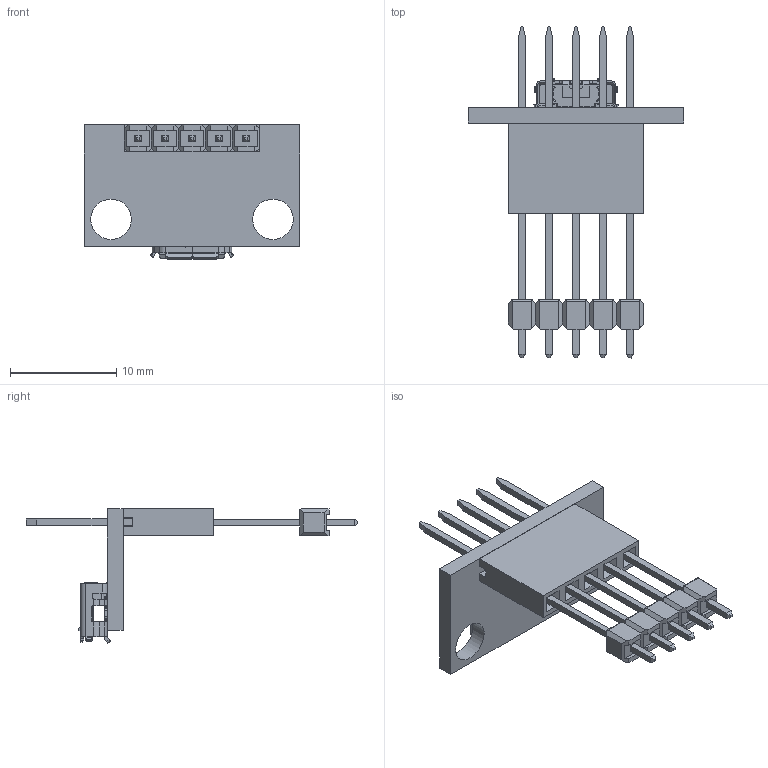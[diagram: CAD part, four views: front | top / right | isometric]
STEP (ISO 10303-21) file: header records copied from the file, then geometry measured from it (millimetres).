
FILE_DESCRIPTION(/* description */ (''),/* implementation_level */ '2;1');
FILE_NAME(/* name */ '5-1-1-Sleep-Box-breakout-board.stp',/* time_stamp */ '2019-06-29T10:43:56+01:00',/* author */ ('User'),/* organization */ (''),/* preprocessor_version */ 'ST-DEVELOPER v17',/* originating_system */ 'Autodesk Inventor 2019',/* authorisation */ '');
FILE_SCHEMA (('AUTOMOTIVE_DESIGN { 1 0 10303 214 3 1 1 }'));
Length unit declared in the file: millimetre
Products named in the file (4): 5-1-1-Sleep-Box-Main; ASM - Breakout Board Micro B; 1x5; 20mm-extralong-pinheader
Assembly tree (3 placements, depth 2):
  5-1-1-Sleep-Box-Main
    ASM - Breakout Board Micro B
    1x5
    20mm-extralong-pinheader
Bounding box: 20.32 x 31.24 x 12.63 mm (x, y, z)
Volume: 747.5 mm3; surface area: 2026 mm2
Topology: 15 solids, 15 shells, 1022 faces, 2984 edges, 2077 vertices
Faces by surface type: plane 736, cylinder 250, bspline 20, cone 8, torus 4, sphere 4
Full cylindrical faces by diameter (mm): 0.762 x5, 3.81 x2
Entity records: 38149 total; most frequent: CARTESIAN_POINT 10522, ORIENTED_EDGE 5832, DIRECTION 5325, EDGE_CURVE 2916, LINE 2231, VECTOR 2231, VERTEX_POINT 1947, AXIS2_PLACEMENT_3D 1547
